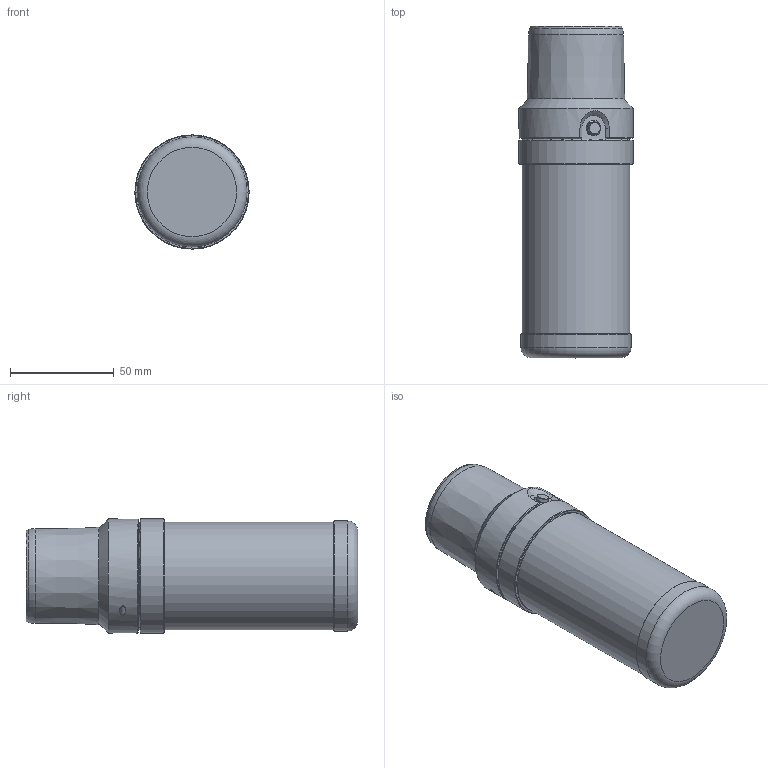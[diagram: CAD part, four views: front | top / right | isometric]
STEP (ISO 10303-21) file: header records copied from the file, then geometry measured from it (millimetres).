
FILE_DESCRIPTION(/* description */ (''),/* implementation_level */ '2;1');
FILE_NAME(/* name */ '8262-000-03.stp',/* time_stamp */ '2018-08-22T10:39:24+01:00',/* author */ ('grh'),/* organization */ (''),/* preprocessor_version */ 'ST-DEVELOPER v17',/* originating_system */ 'Autodesk Inventor 2018',/* authorisation */ '');
FILE_SCHEMA (('AUTOMOTIVE_DESIGN { 1 0 10303 214 3 1 1 }'));
Length unit declared in the file: millimetre
Products named in the file (2): 8262-000-03 - Nano SST final assembly with pressure PA-4LD; 8262-001-03 - Nano SST PA-4LD nolabel
Assembly tree (1 placements, depth 2):
  8262-000-03 - Nano SST final assembly with pressure PA-4LD
    8262-001-03 - Nano SST PA-4LD nolabel
Bounding box: 55 x 159.85 x 55 mm (x, y, z)
Volume: 329236.3 mm3; surface area: 30923.1 mm2
Topology: 1 solids, 1 shells, 52 faces, 140 edges, 99 vertices
Faces by surface type: cone 18, plane 17, cylinder 13, torus 4
Full cylindrical faces by diameter (mm): 1.5 x1, 3 x1, 3.74 x1, 4.5 x1, 5.95 x2, 6 x1, 11 x1, 52 x1, 53 x1, 55 x2
Entity records: 2024 total; most frequent: CARTESIAN_POINT 504, DIRECTION 313, ORIENTED_EDGE 278, EDGE_CURVE 139, AXIS2_PLACEMENT_3D 137, VERTEX_POINT 99, CIRCLE 82, EDGE_LOOP 64
